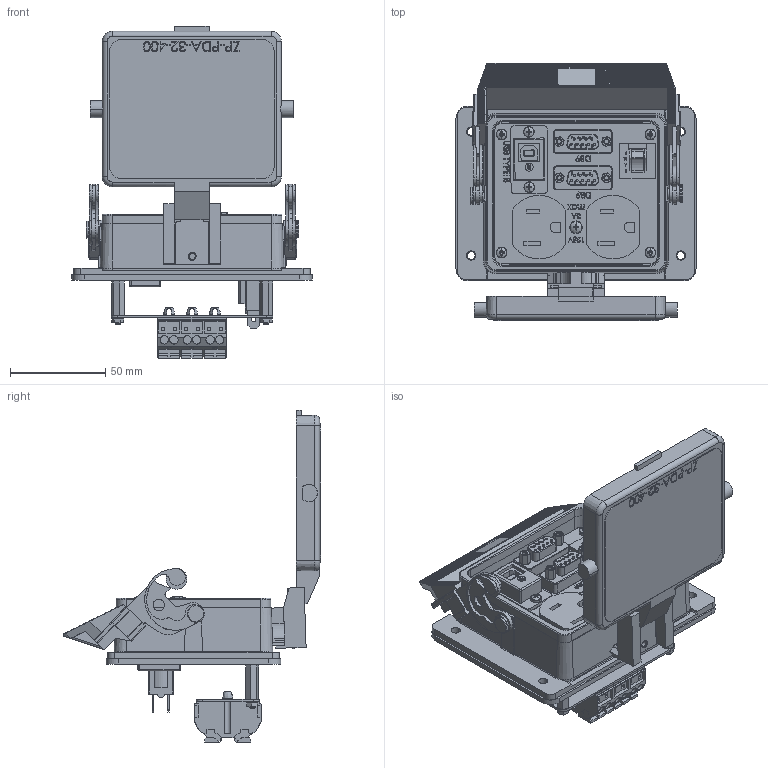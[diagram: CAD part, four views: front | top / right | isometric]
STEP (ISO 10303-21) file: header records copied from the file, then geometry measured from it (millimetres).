
FILE_DESCRIPTION (( 'STEP AP214' ), '1' );
FILE_NAME ('ZP-PDA-32-400.step', '2018-09-05T17:13:15', ( '' ), ( '' ), 'SwSTEP 2.0', 'SolidWorks 2017', '' );
FILE_SCHEMA (( 'AUTOMOTIVE_DESIGN' ));
Length unit declared in the file: inch
Products named in the file (1): ZP-PDA-32-400
Bounding box: 125.98 x 134.96 x 174.16 mm (x, y, z)
Volume: 229039.2 mm3; surface area: 124871.4 mm2
Topology: 1 solids, 22 shells, 3954 faces, 10390 edges, 6747 vertices
Faces by surface type: plane 2383, cylinder 791, bspline 490, cone 138, torus 122, sphere 30
Entity records: 179548 total; most frequent: CARTESIAN_POINT 52405, ORIENTED_EDGE 20724, DIRECTION 18056, EDGE_CURVE 10362, LINE 6920, VECTOR 6920, VERTEX_POINT 6747, AXIS2_PLACEMENT_3D 5568
